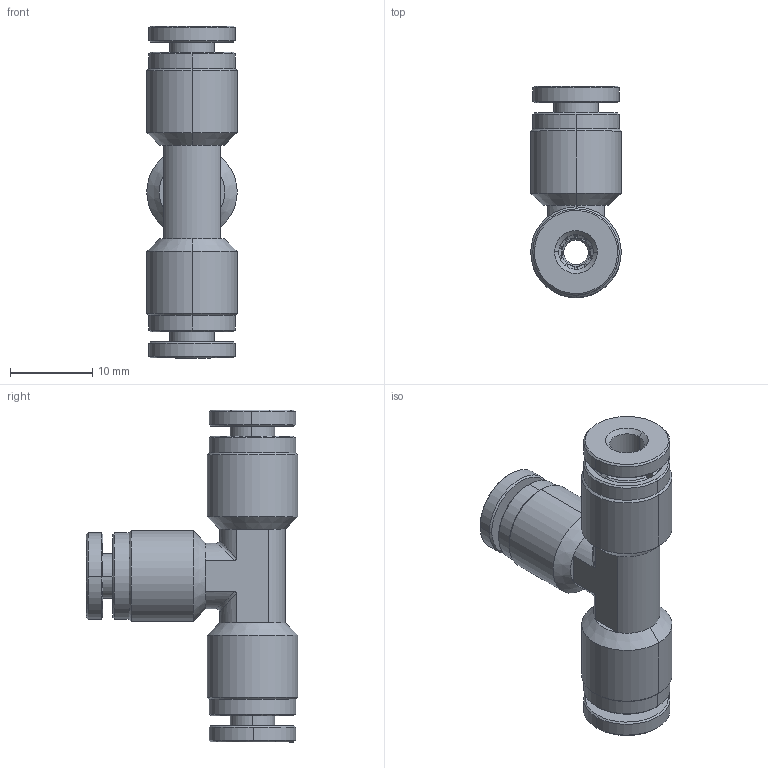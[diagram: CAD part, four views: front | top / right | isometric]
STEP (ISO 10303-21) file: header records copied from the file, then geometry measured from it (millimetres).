
FILE_DESCRIPTION (( 'STEP AP214' ), '1' );
FILE_NAME ('TUS4(5-32)W.STEP', '2018-07-03T23:53:19', ( '' ), ( '' ), 'SwSTEP 2.0', 'SolidWorks 2016', '' );
FILE_SCHEMA (( 'AUTOMOTIVE_DESIGN' ));
Length unit declared in the file: millimetre
Products named in the file (1): TUS4(5-32)W
Bounding box: 11 x 25.69 x 40.38 mm (x, y, z)
Volume: 3152.7 mm3; surface area: 6281.2 mm2
Topology: 16 solids, 16 shells, 867 faces, 2321 edges, 1497 vertices
Faces by surface type: cone 309, plane 305, cylinder 185, bspline 62, torus 6
Entity records: 38687 total; most frequent: CARTESIAN_POINT 8447, ORIENTED_EDGE 4642, DIRECTION 3916, EDGE_CURVE 2321, AXIS2_PLACEMENT_3D 1606, VERTEX_POINT 1497, EDGE_LOOP 912, UNCERTAINTY_MEASURE_WITH_UNIT 885
